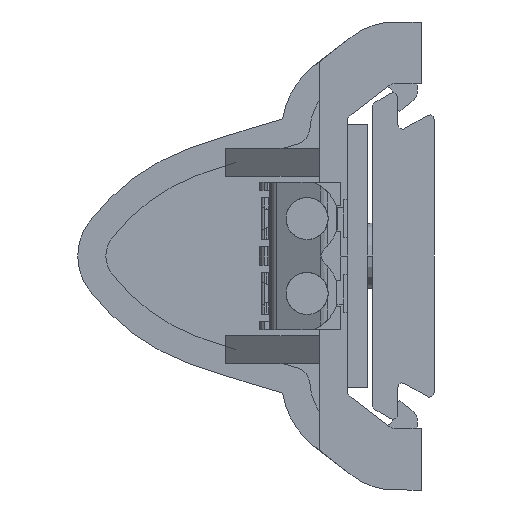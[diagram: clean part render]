
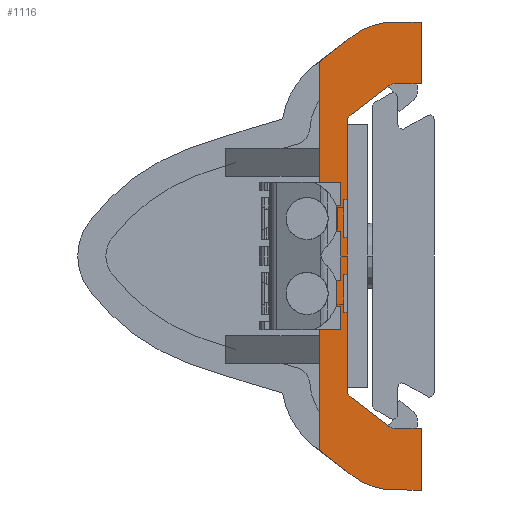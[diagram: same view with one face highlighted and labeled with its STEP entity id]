
A CAD part, left-side view. The second image highlights one B-rep face of the part: STEP entity #1116.
In plain terms, the highlighted planar face has unit normal (-1, 0, 0).
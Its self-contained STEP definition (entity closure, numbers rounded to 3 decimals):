
#71 = LINE ( 'NONE', #5137, #1972 ) ;
#91 = DIRECTION ( 'NONE',  ( -1., 0., 0. ) ) ;
#154 = DIRECTION ( 'NONE',  ( 0., 1., 0. ) ) ;
#184 = VERTEX_POINT ( 'NONE', #1697 ) ;
#218 = ORIENTED_EDGE ( 'NONE', *, *, #3874, .T. ) ;
#253 = DIRECTION ( 'NONE',  ( 0., 0.791, 0.612 ) ) ;
#376 = DIRECTION ( 'NONE',  ( 0., 0., -1. ) ) ;
#405 = DIRECTION ( 'NONE',  ( -1., 0., 0. ) ) ;
#496 = EDGE_CURVE ( 'NONE', #6543, #9367, #4865, .T. ) ;
#581 = ORIENTED_EDGE ( 'NONE', *, *, #926, .F. ) ;
#700 = CARTESIAN_POINT ( 'NONE',  ( -248.8, -0.158, 11.726 ) ) ;
#760 = DIRECTION ( 'NONE',  ( 0., 0., -1. ) ) ;
#794 = ORIENTED_EDGE ( 'NONE', *, *, #9071, .F. ) ;
#926 = EDGE_CURVE ( 'NONE', #5053, #2037, #8936, .T. ) ;
#1001 = AXIS2_PLACEMENT_3D ( 'NONE', #4720, #91, #376 ) ;
#1003 = VERTEX_POINT ( 'NONE', #5077 ) ;
#1039 = ORIENTED_EDGE ( 'NONE', *, *, #10002, .T. ) ;
#1073 = VECTOR ( 'NONE', #154, 1000. ) ;
#1116 = ADVANCED_FACE ( 'NONE', ( #10131 ), #5856, .F. ) ;
#1165 = CARTESIAN_POINT ( 'NONE',  ( -248.8, -0.158, -11.726 ) ) ;
#1179 = CARTESIAN_POINT ( 'NONE',  ( -248.8, -2.169, 9.125 ) ) ;
#1209 = LINE ( 'NONE', #4424, #1073 ) ;
#1229 = EDGE_CURVE ( 'NONE', #8992, #7569, #1209, .T. ) ;
#1247 = CARTESIAN_POINT ( 'NONE',  ( -248.8, -3.857, -12.5 ) ) ;
#1290 = DIRECTION ( 'NONE',  ( 0., 0., -1. ) ) ;
#1319 = DIRECTION ( 'NONE',  ( 0., 0., -1. ) ) ;
#1329 = VECTOR ( 'NONE', #9668, 1000. ) ;
#1692 = CARTESIAN_POINT ( 'NONE',  ( -248.8, -0.158, -11.726 ) ) ;
#1697 = CARTESIAN_POINT ( 'NONE',  ( -248.8, -0.132, -7.55 ) ) ;
#1930 = CARTESIAN_POINT ( 'NONE',  ( -248.8, -3.857, -9.212 ) ) ;
#1972 = VECTOR ( 'NONE', #253, 1000. ) ;
#2004 = DIRECTION ( 'NONE',  ( 0., 0.791, -0.612 ) ) ;
#2006 = CARTESIAN_POINT ( 'NONE',  ( -248.8, -2.425, 9.212 ) ) ;
#2037 = VERTEX_POINT ( 'NONE', #700 ) ;
#2315 = DIRECTION ( 'NONE',  ( 0., -1., 0. ) ) ;
#2329 = DIRECTION ( 'NONE',  ( 0., -0.791, -0.612 ) ) ;
#2382 = EDGE_CURVE ( 'NONE', #6678, #5586, #6341, .T. ) ;
#2610 = ORIENTED_EDGE ( 'NONE', *, *, #6405, .T. ) ;
#2676 = AXIS2_PLACEMENT_3D ( 'NONE', #3409, #8338, #9181 ) ;
#2693 = VERTEX_POINT ( 'NONE', #6458 ) ;
#2761 = ORIENTED_EDGE ( 'NONE', *, *, #1229, .T. ) ;
#2767 = LINE ( 'NONE', #1179, #4944 ) ;
#2788 = VECTOR ( 'NONE', #3077, 1000. ) ;
#2814 = CARTESIAN_POINT ( 'NONE',  ( -248.8, 0.092, -7.319 ) ) ;
#2963 = ORIENTED_EDGE ( 'NONE', *, *, #6355, .F. ) ;
#2975 = AXIS2_PLACEMENT_3D ( 'NONE', #5461, #3836, #1319 ) ;
#2990 = AXIS2_PLACEMENT_3D ( 'NONE', #4511, #8546, #3038 ) ;
#3038 = DIRECTION ( 'NONE',  ( 0., 0., -1. ) ) ;
#3077 = DIRECTION ( 'NONE',  ( 0., 0., 1. ) ) ;
#3130 = ORIENTED_EDGE ( 'NONE', *, *, #4498, .T. ) ;
#3155 = ORIENTED_EDGE ( 'NONE', *, *, #7673, .T. ) ;
#3160 = CARTESIAN_POINT ( 'NONE',  ( -248.8, -2.425, -12.5 ) ) ;
#3216 = CARTESIAN_POINT ( 'NONE',  ( -248.8, -3.857, 9.212 ) ) ;
#3319 = EDGE_CURVE ( 'NONE', #7569, #3444, #4081, .T. ) ;
#3324 = CARTESIAN_POINT ( 'NONE',  ( -248.8, 0.092, 7.319 ) ) ;
#3353 = CARTESIAN_POINT ( 'NONE',  ( -248.8, 1.592, 10.372 ) ) ;
#3362 = AXIS2_PLACEMENT_3D ( 'NONE', #7756, #7824, #7856 ) ;
#3379 = VECTOR ( 'NONE', #1290, 1000. ) ;
#3409 = CARTESIAN_POINT ( 'NONE',  ( -248.8, -2.425, -8.794 ) ) ;
#3444 = VERTEX_POINT ( 'NONE', #6941 ) ;
#3624 = ORIENTED_EDGE ( 'NONE', *, *, #2382, .T. ) ;
#3721 = EDGE_LOOP ( 'NONE', ( #581, #10445, #3155, #218, #2610, #7627, #2761, #4674, #1039, #3130, #3624, #794, #4824, #4412, #9207, #7655, #8899, #2963 ) ) ;
#3836 = DIRECTION ( 'NONE',  ( 1., 0., 0. ) ) ;
#3874 = EDGE_CURVE ( 'NONE', #4157, #5055, #9556, .T. ) ;
#3922 = VERTEX_POINT ( 'NONE', #8429 ) ;
#3997 = AXIS2_PLACEMENT_3D ( 'NONE', #5281, #405, #6085 ) ;
#4080 = LINE ( 'NONE', #7693, #8421 ) ;
#4081 = CIRCLE ( 'NONE', #2676, 0.418 ) ;
#4144 = CIRCLE ( 'NONE', #3997, 1.139 ) ;
#4157 = VERTEX_POINT ( 'NONE', #1692 ) ;
#4385 = EDGE_CURVE ( 'NONE', #9367, #3922, #2767, .T. ) ;
#4412 = ORIENTED_EDGE ( 'NONE', *, *, #496, .F. ) ;
#4424 = CARTESIAN_POINT ( 'NONE',  ( -248.8, -3.857, -9.212 ) ) ;
#4498 = EDGE_CURVE ( 'NONE', #184, #6678, #8025, .T. ) ;
#4511 = CARTESIAN_POINT ( 'NONE',  ( -248.8, -2.425, 8.794 ) ) ;
#4664 = VERTEX_POINT ( 'NONE', #1247 ) ;
#4674 = ORIENTED_EDGE ( 'NONE', *, *, #3319, .T. ) ;
#4720 = CARTESIAN_POINT ( 'NONE',  ( -248.8, -2.425, 8.794 ) ) ;
#4793 = CARTESIAN_POINT ( 'NONE',  ( -248.8, 0.092, -7.319 ) ) ;
#4824 = ORIENTED_EDGE ( 'NONE', *, *, #4385, .F. ) ;
#4865 = CIRCLE ( 'NONE', #1001, 0.418 ) ;
#4944 = VECTOR ( 'NONE', #2004, 1000. ) ;
#5053 = VERTEX_POINT ( 'NONE', #3353 ) ;
#5055 = VERTEX_POINT ( 'NONE', #3160 ) ;
#5077 = CARTESIAN_POINT ( 'NONE',  ( -248.8, -3.857, 12.5 ) ) ;
#5111 = DIRECTION ( 'NONE',  ( 1., 0., 0. ) ) ;
#5137 = CARTESIAN_POINT ( 'NONE',  ( -248.8, -2.169, -9.125 ) ) ;
#5281 = CARTESIAN_POINT ( 'NONE',  ( -248.8, -0.829, 6.649 ) ) ;
#5352 = VECTOR ( 'NONE', #2315, 1000. ) ;
#5364 = CARTESIAN_POINT ( 'NONE',  ( -248.8, -3.857, 9.212 ) ) ;
#5407 = EDGE_CURVE ( 'NONE', #5696, #1003, #7740, .T. ) ;
#5461 = CARTESIAN_POINT ( 'NONE',  ( -248.8, -0.829, -6.649 ) ) ;
#5485 = CARTESIAN_POINT ( 'NONE',  ( -248.8, -2.425, 12.5 ) ) ;
#5586 = VERTEX_POINT ( 'NONE', #3324 ) ;
#5696 = VERTEX_POINT ( 'NONE', #5485 ) ;
#5753 = VERTEX_POINT ( 'NONE', #3216 ) ;
#5856 = PLANE ( 'NONE',  #9008 ) ;
#6085 = DIRECTION ( 'NONE',  ( 0., 0., -1. ) ) ;
#6283 = CARTESIAN_POINT ( 'NONE',  ( -248.8, -2.425, -9.212 ) ) ;
#6341 = LINE ( 'NONE', #2814, #2788 ) ;
#6355 = EDGE_CURVE ( 'NONE', #2037, #5696, #8294, .T. ) ;
#6391 = CARTESIAN_POINT ( 'NONE',  ( -248.8, -3.857, 9.212 ) ) ;
#6405 = EDGE_CURVE ( 'NONE', #5055, #4664, #7519, .T. ) ;
#6458 = CARTESIAN_POINT ( 'NONE',  ( -248.8, 1.592, -10.372 ) ) ;
#6543 = VERTEX_POINT ( 'NONE', #2006 ) ;
#6548 = CARTESIAN_POINT ( 'NONE',  ( -248.8, -3.857, 12.5 ) ) ;
#6579 = VECTOR ( 'NONE', #2329, 1000. ) ;
#6587 = EDGE_CURVE ( 'NONE', #4664, #8992, #4080, .T. ) ;
#6678 = VERTEX_POINT ( 'NONE', #4793 ) ;
#6865 = CARTESIAN_POINT ( 'NONE',  ( -248.8, 1.592, -7.319 ) ) ;
#6941 = CARTESIAN_POINT ( 'NONE',  ( -248.8, -2.169, -9.125 ) ) ;
#7091 = EDGE_CURVE ( 'NONE', #5053, #2693, #9790, .T. ) ;
#7273 = DIRECTION ( 'NONE',  ( 0., 0., 1. ) ) ;
#7414 = DIRECTION ( 'NONE',  ( 0., -0.791, 0.612 ) ) ;
#7519 = LINE ( 'NONE', #8962, #5352 ) ;
#7569 = VERTEX_POINT ( 'NONE', #6283 ) ;
#7627 = ORIENTED_EDGE ( 'NONE', *, *, #6587, .T. ) ;
#7655 = ORIENTED_EDGE ( 'NONE', *, *, #9620, .F. ) ;
#7673 = EDGE_CURVE ( 'NONE', #2693, #4157, #9016, .T. ) ;
#7693 = CARTESIAN_POINT ( 'NONE',  ( -248.8, -3.857, -9.212 ) ) ;
#7740 = LINE ( 'NONE', #6548, #8246 ) ;
#7756 = CARTESIAN_POINT ( 'NONE',  ( -248.8, -2.425, -8.794 ) ) ;
#7824 = DIRECTION ( 'NONE',  ( -1., 0., 0. ) ) ;
#7856 = DIRECTION ( 'NONE',  ( 0., 0., -1. ) ) ;
#7912 = VECTOR ( 'NONE', #9543, 1000. ) ;
#8025 = CIRCLE ( 'NONE', #2975, 1.139 ) ;
#8163 = DIRECTION ( 'NONE',  ( 0., -1., 0. ) ) ;
#8246 = VECTOR ( 'NONE', #8163, 1000. ) ;
#8294 = CIRCLE ( 'NONE', #2990, 3.706 ) ;
#8338 = DIRECTION ( 'NONE',  ( 1., 0., 0. ) ) ;
#8421 = VECTOR ( 'NONE', #7273, 1000. ) ;
#8429 = CARTESIAN_POINT ( 'NONE',  ( -248.8, -0.132, 7.55 ) ) ;
#8546 = DIRECTION ( 'NONE',  ( 1., 0., 0. ) ) ;
#8694 = VECTOR ( 'NONE', #7414, 1000. ) ;
#8899 = ORIENTED_EDGE ( 'NONE', *, *, #5407, .F. ) ;
#8936 = LINE ( 'NONE', #9210, #8694 ) ;
#8962 = CARTESIAN_POINT ( 'NONE',  ( -248.8, -3.857, -12.5 ) ) ;
#8992 = VERTEX_POINT ( 'NONE', #1930 ) ;
#9008 = AXIS2_PLACEMENT_3D ( 'NONE', #9267, #5111, #760 ) ;
#9016 = LINE ( 'NONE', #1165, #6579 ) ;
#9030 = CARTESIAN_POINT ( 'NONE',  ( -248.8, -2.169, 9.125 ) ) ;
#9071 = EDGE_CURVE ( 'NONE', #3922, #5586, #4144, .T. ) ;
#9181 = DIRECTION ( 'NONE',  ( 0., 0., -1. ) ) ;
#9207 = ORIENTED_EDGE ( 'NONE', *, *, #10296, .F. ) ;
#9210 = CARTESIAN_POINT ( 'NONE',  ( -248.8, -0.158, 11.726 ) ) ;
#9267 = CARTESIAN_POINT ( 'NONE',  ( -248.8, -3.815, 0. ) ) ;
#9367 = VERTEX_POINT ( 'NONE', #9030 ) ;
#9543 = DIRECTION ( 'NONE',  ( 0., 0., -1. ) ) ;
#9556 = CIRCLE ( 'NONE', #3362, 3.706 ) ;
#9620 = EDGE_CURVE ( 'NONE', #1003, #5753, #9888, .T. ) ;
#9668 = DIRECTION ( 'NONE',  ( 0., 1., 0. ) ) ;
#9751 = LINE ( 'NONE', #6391, #1329 ) ;
#9790 = LINE ( 'NONE', #6865, #7912 ) ;
#9888 = LINE ( 'NONE', #5364, #3379 ) ;
#10002 = EDGE_CURVE ( 'NONE', #3444, #184, #71, .T. ) ;
#10131 = FACE_OUTER_BOUND ( 'NONE', #3721, .T. ) ;
#10296 = EDGE_CURVE ( 'NONE', #5753, #6543, #9751, .T. ) ;
#10445 = ORIENTED_EDGE ( 'NONE', *, *, #7091, .T. ) ;
